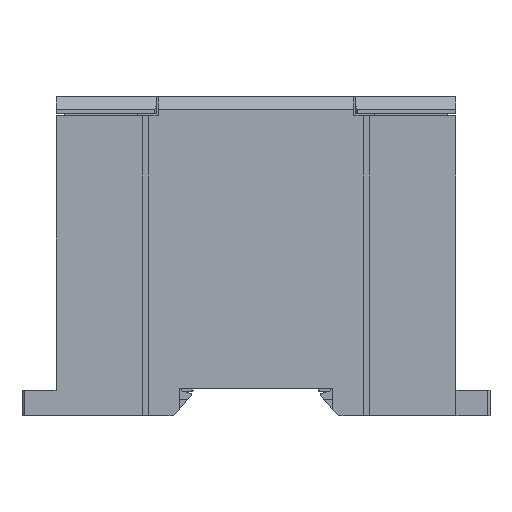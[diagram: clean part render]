
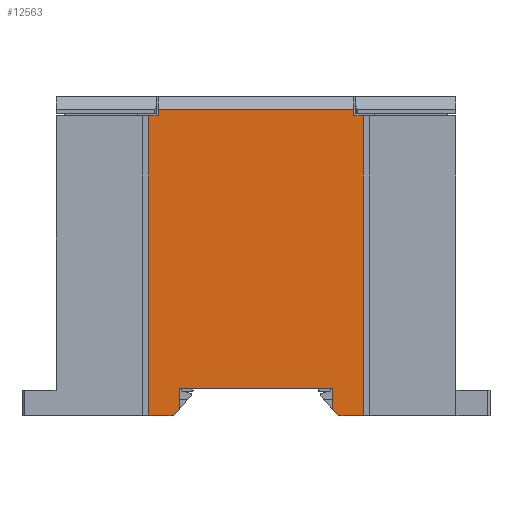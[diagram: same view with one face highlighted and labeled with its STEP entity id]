
A CAD part, left-side view. The second image highlights one B-rep face of the part: STEP entity #12563.
In plain terms, the highlighted planar face has unit normal (-1, 0, 0).
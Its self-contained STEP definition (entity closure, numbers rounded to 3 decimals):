
#836 = AXIS2_PLACEMENT_3D ( 'NONE', #56501, #26792, #20372 ) ;
#2330 = VERTEX_POINT ( 'NONE', #77444 ) ;
#2785 = ORIENTED_EDGE ( 'NONE', *, *, #59001, .F. ) ;
#3204 = DIRECTION ( 'NONE',  ( 0., 0., -1. ) ) ;
#3529 = EDGE_CURVE ( 'NONE', #78226, #19118, #62212, .T. ) ;
#3934 = LINE ( 'NONE', #66401, #48955 ) ;
#4029 = ORIENTED_EDGE ( 'NONE', *, *, #52996, .T. ) ;
#4174 = DIRECTION ( 'NONE',  ( 0., 0.707, -0.707 ) ) ;
#5367 = VERTEX_POINT ( 'NONE', #21378 ) ;
#5622 = VECTOR ( 'NONE', #26517, 1000. ) ;
#6720 = ORIENTED_EDGE ( 'NONE', *, *, #19114, .F. ) ;
#7199 = VERTEX_POINT ( 'NONE', #64344 ) ;
#8296 = ORIENTED_EDGE ( 'NONE', *, *, #26276, .F. ) ;
#8805 = VERTEX_POINT ( 'NONE', #32560 ) ;
#9376 = DIRECTION ( 'NONE',  ( 0., 0., 1. ) ) ;
#9632 = CARTESIAN_POINT ( 'NONE',  ( 0., 21.8, -79.633 ) ) ;
#12563 = ADVANCED_FACE ( 'NONE', ( #67487 ), #56770, .T. ) ;
#13176 = LINE ( 'NONE', #36972, #21801 ) ;
#13964 = VERTEX_POINT ( 'NONE', #68196 ) ;
#14757 = EDGE_CURVE ( 'NONE', #23314, #19118, #79454, .T. ) ;
#14983 = CARTESIAN_POINT ( 'NONE',  ( 0., 94., -79.633 ) ) ;
#17340 = VECTOR ( 'NONE', #3204, 1000. ) ;
#18666 = VERTEX_POINT ( 'NONE', #55942 ) ;
#19114 = EDGE_CURVE ( 'NONE', #2330, #5367, #25338, .T. ) ;
#19118 = VERTEX_POINT ( 'NONE', #26256 ) ;
#19954 = ORIENTED_EDGE ( 'NONE', *, *, #70583, .T. ) ;
#20109 = CARTESIAN_POINT ( 'NONE',  ( 0., 70., -16.261 ) ) ;
#20372 = DIRECTION ( 'NONE',  ( 0., 0., 1. ) ) ;
#20371 = CARTESIAN_POINT ( 'NONE',  ( 0., 0., -9.133 ) ) ;
#21378 = CARTESIAN_POINT ( 'NONE',  ( 0., 21.8, -9.133 ) ) ;
#21437 = DIRECTION ( 'NONE',  ( 0., 1., 0. ) ) ;
#21801 = VECTOR ( 'NONE', #69050, 1000. ) ;
#21843 = ORIENTED_EDGE ( 'NONE', *, *, #33249, .F. ) ;
#22434 = LINE ( 'NONE', #14983, #77024 ) ;
#23314 = VERTEX_POINT ( 'NONE', #76794 ) ;
#23781 = CARTESIAN_POINT ( 'NONE',  ( 0., 66.5, -79.633 ) ) ;
#25127 = VERTEX_POINT ( 'NONE', #41013 ) ;
#25338 = LINE ( 'NONE', #20371, #48329 ) ;
#26136 = CARTESIAN_POINT ( 'NONE',  ( 0., 94., -9.133 ) ) ;
#26256 = CARTESIAN_POINT ( 'NONE',  ( 0., 70., -7.633 ) ) ;
#26276 = EDGE_CURVE ( 'NONE', #73059, #8805, #35705, .T. ) ;
#26517 = DIRECTION ( 'NONE',  ( 0., 0., 1. ) ) ;
#26792 = DIRECTION ( 'NONE',  ( -1., 0., 0. ) ) ;
#26906 = CARTESIAN_POINT ( 'NONE',  ( 0., 65., -73.283 ) ) ;
#27239 = LINE ( 'NONE', #41132, #74175 ) ;
#28149 = CARTESIAN_POINT ( 'NONE',  ( 0., 29., -73.283 ) ) ;
#28444 = DIRECTION ( 'NONE',  ( 0., 0., 1. ) ) ;
#31553 = CARTESIAN_POINT ( 'NONE',  ( 0., 70., -9.133 ) ) ;
#32560 = CARTESIAN_POINT ( 'NONE',  ( 0., 72.2, -9.133 ) ) ;
#33249 = EDGE_CURVE ( 'NONE', #49670, #73059, #22434, .T. ) ;
#34433 = EDGE_LOOP ( 'NONE', ( #19954, #74164, #64271, #57026, #8296, #21843, #41233, #51889, #2785, #50918, #70950, #45870, #4029, #6720 ) ) ;
#34832 = CARTESIAN_POINT ( 'NONE',  ( 0., 72.2, -79.633 ) ) ;
#35471 = VECTOR ( 'NONE', #38418, 1000. ) ;
#35705 = LINE ( 'NONE', #34832, #41504 ) ;
#35808 = VECTOR ( 'NONE', #65016, 1000. ) ;
#36972 = CARTESIAN_POINT ( 'NONE',  ( 0., 24., -16.261 ) ) ;
#37651 = DIRECTION ( 'NONE',  ( 0., -1., 0. ) ) ;
#37686 = VECTOR ( 'NONE', #37651, 1000. ) ;
#37934 = CARTESIAN_POINT ( 'NONE',  ( 0., 72.2, -79.633 ) ) ;
#38074 = VERTEX_POINT ( 'NONE', #50140 ) ;
#38418 = DIRECTION ( 'NONE',  ( 0., 1., 0. ) ) ;
#40383 = VECTOR ( 'NONE', #57942, 1000. ) ;
#41003 = EDGE_CURVE ( 'NONE', #57253, #7199, #64865, .T. ) ;
#41013 = CARTESIAN_POINT ( 'NONE',  ( 0., 21.8, -79.633 ) ) ;
#41132 = CARTESIAN_POINT ( 'NONE',  ( 0., 66.5, -79.633 ) ) ;
#41233 = ORIENTED_EDGE ( 'NONE', *, *, #50044, .F. ) ;
#41504 = VECTOR ( 'NONE', #28444, 1000. ) ;
#41687 = LINE ( 'NONE', #9632, #54985 ) ;
#45870 = ORIENTED_EDGE ( 'NONE', *, *, #71627, .F. ) ;
#48329 = VECTOR ( 'NONE', #75773, 1000. ) ;
#48599 = VECTOR ( 'NONE', #53010, 1000. ) ;
#48756 = DIRECTION ( 'NONE',  ( 0., 0.707, 0.707 ) ) ;
#48955 = VECTOR ( 'NONE', #48756, 1000. ) ;
#49670 = VERTEX_POINT ( 'NONE', #23781 ) ;
#50044 = EDGE_CURVE ( 'NONE', #18666, #49670, #27239, .T. ) ;
#50140 = CARTESIAN_POINT ( 'NONE',  ( 0., 65., -73.283 ) ) ;
#50918 = ORIENTED_EDGE ( 'NONE', *, *, #41003, .F. ) ;
#51150 = EDGE_CURVE ( 'NONE', #38074, #18666, #58512, .T. ) ;
#51889 = ORIENTED_EDGE ( 'NONE', *, *, #51150, .F. ) ;
#51920 = CARTESIAN_POINT ( 'NONE',  ( 0., 65., -78.133 ) ) ;
#52772 = LINE ( 'NONE', #26906, #40383 ) ;
#52973 = LINE ( 'NONE', #26136, #37686 ) ;
#52996 = EDGE_CURVE ( 'NONE', #25127, #5367, #41687, .T. ) ;
#53010 = DIRECTION ( 'NONE',  ( 0., 0., 1. ) ) ;
#53230 = CARTESIAN_POINT ( 'NONE',  ( 0., 27.5, -79.633 ) ) ;
#54012 = EDGE_CURVE ( 'NONE', #13964, #57253, #3934, .T. ) ;
#54985 = VECTOR ( 'NONE', #9376, 1000. ) ;
#55942 = CARTESIAN_POINT ( 'NONE',  ( 0., 65., -78.133 ) ) ;
#56501 = CARTESIAN_POINT ( 'NONE',  ( 0., 0., 0. ) ) ;
#56770 = PLANE ( 'NONE',  #836 ) ;
#57026 = ORIENTED_EDGE ( 'NONE', *, *, #57088, .F. ) ;
#57088 = EDGE_CURVE ( 'NONE', #8805, #78226, #52973, .T. ) ;
#57253 = VERTEX_POINT ( 'NONE', #71322 ) ;
#57942 = DIRECTION ( 'NONE',  ( 0., 1., 0. ) ) ;
#58512 = LINE ( 'NONE', #51920, #17340 ) ;
#59001 = EDGE_CURVE ( 'NONE', #7199, #38074, #52772, .T. ) ;
#62212 = LINE ( 'NONE', #20109, #5622 ) ;
#62741 = CARTESIAN_POINT ( 'NONE',  ( 0., 70., -7.633 ) ) ;
#64271 = ORIENTED_EDGE ( 'NONE', *, *, #3529, .F. ) ;
#64344 = CARTESIAN_POINT ( 'NONE',  ( 0., 29., -73.283 ) ) ;
#64865 = LINE ( 'NONE', #28149, #48599 ) ;
#65016 = DIRECTION ( 'NONE',  ( 0., 1., 0. ) ) ;
#66401 = CARTESIAN_POINT ( 'NONE',  ( 0., 29., -78.133 ) ) ;
#67487 = FACE_OUTER_BOUND ( 'NONE', #34433, .T. ) ;
#68196 = CARTESIAN_POINT ( 'NONE',  ( 0., 27.5, -79.633 ) ) ;
#69050 = DIRECTION ( 'NONE',  ( 0., 0., 1. ) ) ;
#70583 = EDGE_CURVE ( 'NONE', #2330, #23314, #13176, .T. ) ;
#70950 = ORIENTED_EDGE ( 'NONE', *, *, #54012, .F. ) ;
#71322 = CARTESIAN_POINT ( 'NONE',  ( 0., 29., -78.133 ) ) ;
#71627 = EDGE_CURVE ( 'NONE', #25127, #13964, #76063, .T. ) ;
#73059 = VERTEX_POINT ( 'NONE', #37934 ) ;
#74164 = ORIENTED_EDGE ( 'NONE', *, *, #14757, .T. ) ;
#74175 = VECTOR ( 'NONE', #4174, 1000. ) ;
#75773 = DIRECTION ( 'NONE',  ( 0., -1., 0. ) ) ;
#76063 = LINE ( 'NONE', #53230, #35808 ) ;
#76794 = CARTESIAN_POINT ( 'NONE',  ( 0., 24., -7.633 ) ) ;
#77024 = VECTOR ( 'NONE', #21437, 1000. ) ;
#77444 = CARTESIAN_POINT ( 'NONE',  ( 0., 24., -9.133 ) ) ;
#78226 = VERTEX_POINT ( 'NONE', #31553 ) ;
#79454 = LINE ( 'NONE', #62741, #35471 ) ;
